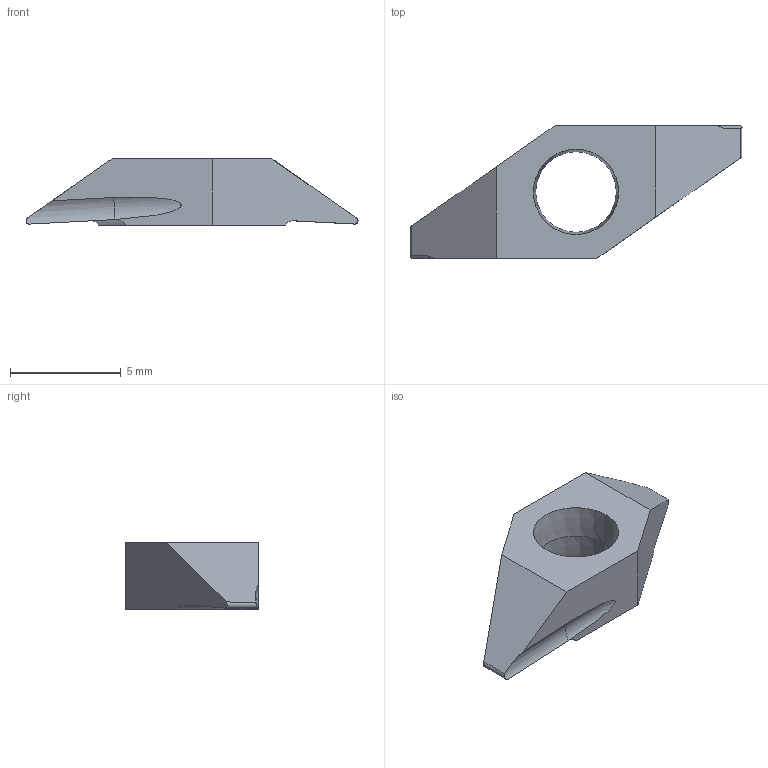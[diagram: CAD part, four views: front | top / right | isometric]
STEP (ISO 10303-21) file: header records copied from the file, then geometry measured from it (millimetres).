
FILE_DESCRIPTION (( 'STEP AP203' ), '1' );
FILE_NAME ('CUT-529-27.step', '2016-12-05T15:52:59', ( 'e00158' ), ( 'Microsoft' ), 'SwSTEP 2.0', 'SolidWorks 2016', '' );
FILE_SCHEMA (( 'CONFIG_CONTROL_DESIGN' ));
Length unit declared in the file: millimetre
Products named in the file (1): CUT-529-27
Bounding box: 15 x 6 x 3 mm (x, y, z)
Volume: 117.7 mm3; surface area: 210.9 mm2
Topology: 1 solids, 1 shells, 33 faces, 84 edges, 54 vertices
Faces by surface type: plane 21, cylinder 6, cone 4, torus 2
Entity records: 1119 total; most frequent: CARTESIAN_POINT 270, ORIENTED_EDGE 168, DIRECTION 146, EDGE_CURVE 84, VECTOR 62, LINE 62, VERTEX_POINT 54, AXIS2_PLACEMENT_3D 42
